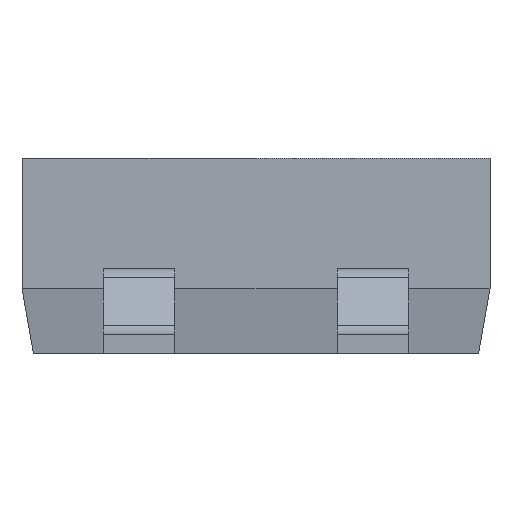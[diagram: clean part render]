
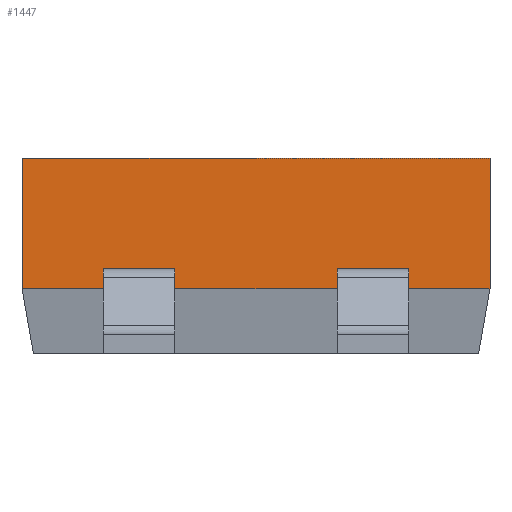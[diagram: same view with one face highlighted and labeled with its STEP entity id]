
A CAD part, left-side view. The second image highlights one B-rep face of the part: STEP entity #1447.
In plain terms, the highlighted planar face has unit normal (-1, 0, 0).
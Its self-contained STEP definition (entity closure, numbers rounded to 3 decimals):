
#179=FACE_OUTER_BOUND('',#255,.T.);
#255=EDGE_LOOP('',(#1142,#1143,#1144,#1145,#1146,#1147,#1148,#1149,#1150,
#1151,#1152,#1153));
#342=LINE('',#2111,#509);
#382=LINE('',#2213,#549);
#386=LINE('',#2220,#553);
#394=LINE('',#2238,#561);
#411=LINE('',#2285,#578);
#412=LINE('',#2286,#579);
#413=LINE('',#2287,#580);
#414=LINE('',#2289,#581);
#415=LINE('',#2291,#582);
#416=LINE('',#2292,#583);
#417=LINE('',#2293,#584);
#418=LINE('',#2294,#585);
#509=VECTOR('',#1699,3.6);
#549=VECTOR('',#1797,1.);
#553=VECTOR('',#1803,1.);
#561=VECTOR('',#1815,0.55);
#578=VECTOR('',#1860,0.15);
#579=VECTOR('',#1861,0.625);
#580=VECTOR('',#1862,0.625);
#581=VECTOR('',#1863,0.15);
#582=VECTOR('',#1864,0.55);
#583=VECTOR('',#1865,0.15);
#584=VECTOR('',#1866,1.25);
#585=VECTOR('',#1867,0.15);
#666=VERTEX_POINT('',#2108);
#667=VERTEX_POINT('',#2110);
#700=VERTEX_POINT('',#2212);
#702=VERTEX_POINT('',#2218);
#704=VERTEX_POINT('',#2223);
#705=VERTEX_POINT('',#2225);
#707=VERTEX_POINT('',#2231);
#710=VERTEX_POINT('',#2236);
#724=VERTEX_POINT('',#2277);
#725=VERTEX_POINT('',#2279);
#727=VERTEX_POINT('',#2288);
#728=VERTEX_POINT('',#2290);
#805=EDGE_CURVE('',#666,#667,#342,.F.);
#857=EDGE_CURVE('',#667,#700,#382,.F.);
#861=EDGE_CURVE('',#702,#666,#386,.T.);
#869=EDGE_CURVE('',#710,#707,#394,.T.);
#892=EDGE_CURVE('',#705,#710,#411,.T.);
#893=EDGE_CURVE('',#700,#705,#412,.T.);
#894=EDGE_CURVE('',#724,#702,#413,.T.);
#895=EDGE_CURVE('',#724,#727,#414,.T.);
#896=EDGE_CURVE('',#728,#727,#415,.T.);
#897=EDGE_CURVE('',#725,#728,#416,.T.);
#898=EDGE_CURVE('',#704,#725,#417,.T.);
#899=EDGE_CURVE('',#704,#707,#418,.T.);
#1142=ORIENTED_EDGE('',*,*,#869,.F.);
#1143=ORIENTED_EDGE('',*,*,#892,.F.);
#1144=ORIENTED_EDGE('',*,*,#893,.F.);
#1145=ORIENTED_EDGE('',*,*,#857,.F.);
#1146=ORIENTED_EDGE('',*,*,#805,.F.);
#1147=ORIENTED_EDGE('',*,*,#861,.F.);
#1148=ORIENTED_EDGE('',*,*,#894,.F.);
#1149=ORIENTED_EDGE('',*,*,#895,.T.);
#1150=ORIENTED_EDGE('',*,*,#896,.F.);
#1151=ORIENTED_EDGE('',*,*,#897,.F.);
#1152=ORIENTED_EDGE('',*,*,#898,.F.);
#1153=ORIENTED_EDGE('',*,*,#899,.T.);
#1380=PLANE('',#1562);
#1447=ADVANCED_FACE('',(#179),#1380,.F.);
#1562=AXIS2_PLACEMENT_3D('',#2284,#1858,#1859);
#1699=DIRECTION('',(0.,1.,0.));
#1797=DIRECTION('',(0.,0.,1.));
#1803=DIRECTION('',(0.,0.,1.));
#1815=DIRECTION('',(0.,1.,0.));
#1858=DIRECTION('center_axis',(1.,0.,0.));
#1859=DIRECTION('ref_axis',(0.,0.,-1.));
#1860=DIRECTION('',(0.,0.,1.));
#1861=DIRECTION('',(0.,1.,0.));
#1862=DIRECTION('',(0.,1.,0.));
#1863=DIRECTION('',(0.,0.,1.));
#1864=DIRECTION('',(0.,1.,0.));
#1865=DIRECTION('',(0.,0.,1.));
#1866=DIRECTION('',(0.,1.,0.));
#1867=DIRECTION('',(0.,0.,1.));
#2108=CARTESIAN_POINT('',(2.419,6.285,2.516));
#2110=CARTESIAN_POINT('',(2.419,2.685,2.516));
#2111=CARTESIAN_POINT('',(2.419,2.685,2.516));
#2212=CARTESIAN_POINT('',(2.419,2.685,1.516));
#2213=CARTESIAN_POINT('',(2.419,2.685,1.516));
#2218=CARTESIAN_POINT('',(2.419,6.285,1.516));
#2220=CARTESIAN_POINT('',(2.419,6.285,1.516));
#2223=CARTESIAN_POINT('',(2.419,3.86,1.516));
#2225=CARTESIAN_POINT('',(2.419,3.31,1.516));
#2231=CARTESIAN_POINT('',(2.419,3.86,1.666));
#2236=CARTESIAN_POINT('',(2.419,3.31,1.666));
#2238=CARTESIAN_POINT('',(2.419,3.31,1.666));
#2277=CARTESIAN_POINT('',(2.419,5.66,1.516));
#2279=CARTESIAN_POINT('',(2.419,5.11,1.516));
#2284=CARTESIAN_POINT('Origin',(2.419,6.285,2.516));
#2285=CARTESIAN_POINT('',(2.419,3.31,1.516));
#2286=CARTESIAN_POINT('',(2.419,2.685,1.516));
#2287=CARTESIAN_POINT('',(2.419,5.66,1.516));
#2288=CARTESIAN_POINT('',(2.419,5.66,1.666));
#2289=CARTESIAN_POINT('',(2.419,5.66,1.516));
#2290=CARTESIAN_POINT('',(2.419,5.11,1.666));
#2291=CARTESIAN_POINT('',(2.419,5.11,1.666));
#2292=CARTESIAN_POINT('',(2.419,5.11,1.516));
#2293=CARTESIAN_POINT('',(2.419,3.86,1.516));
#2294=CARTESIAN_POINT('',(2.419,3.86,1.516));
